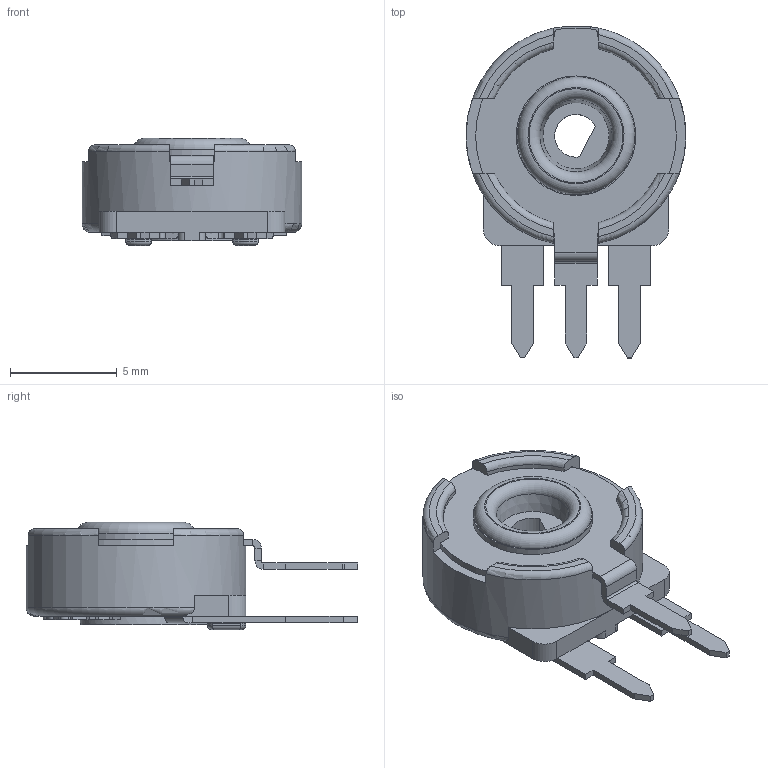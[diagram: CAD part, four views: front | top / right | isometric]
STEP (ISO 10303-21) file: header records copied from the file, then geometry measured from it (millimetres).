
FILE_DESCRIPTION (( 'STEP AP203' ), '1' );
FILE_NAME ('PT10RH01.STEP', '2018-04-16T07:05:38', ( '' ), ( '' ), 'SwSTEP 2.0', 'SolidWorks 2016', '' );
FILE_SCHEMA (( 'CONFIG_CONTROL_DESIGN' ));
Length unit declared in the file: millimetre
Products named in the file (6): TERMINAL IZQUIERDO; COLECTOR; PORTACURSOR_Predeterminada; PT10RH01; CARCASA; TERMINAL DERECHO
Assembly tree (5 placements, depth 2):
  PT10RH01
    CARCASA
    TERMINAL DERECHO
    TERMINAL IZQUIERDO
    COLECTOR
    PORTACURSOR_Predeterminada
Bounding box: 10.3 x 15.54 x 5.02 mm (x, y, z)
Volume: 185 mm3; surface area: 805 mm2
Topology: 5 solids, 5 shells, 323 faces, 860 edges, 564 vertices
Faces by surface type: plane 205, cylinder 64, bspline 36, torus 17, cone 1
Full cylindrical faces by diameter (mm): 3 x1, 3.15 x1, 4.4 x1, 4.6 x1, 5.2 x1, 5.4 x1, 5.6 x1, 9 x1, 10.3 x1
Entity records: 12399 total; most frequent: CARTESIAN_POINT 3939, ORIENTED_EDGE 1686, DIRECTION 1481, EDGE_CURVE 843, VECTOR 583, LINE 583, VERTEX_POINT 561, AXIS2_PLACEMENT_3D 449
